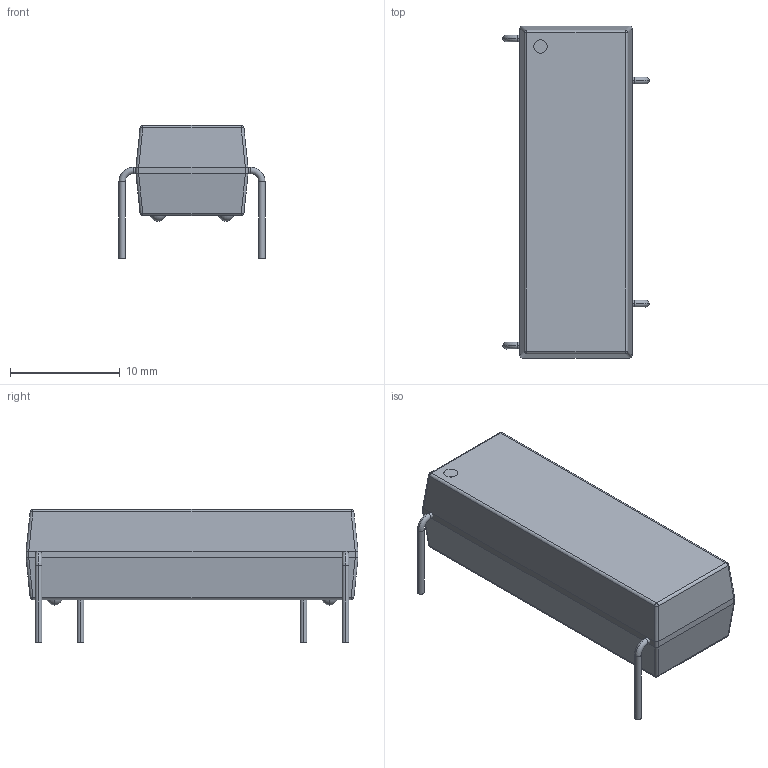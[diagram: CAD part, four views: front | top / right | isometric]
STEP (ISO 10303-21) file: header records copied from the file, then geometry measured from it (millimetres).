
FILE_DESCRIPTION (( 'STEP AP214' ), '1' );
FILE_NAME ('KT24-1A-40L-THT.STEP', '2022-11-29T09:21:16', ( '' ), ( '' ), 'SwSTEP 2.0', 'SolidWorks 2022', '' );
FILE_SCHEMA (( 'AUTOMOTIVE_DESIGN' ));
Length unit declared in the file: millimetre
Products named in the file (1): KT24-1A-40L-THT
Bounding box: 13.3 x 30.2 x 12.1 mm (x, y, z)
Volume: 2414.9 mm3; surface area: 1276.2 mm2
Topology: 9 solids, 9 shells, 89 faces, 182 edges, 104 vertices
Faces by surface type: cylinder 38, plane 27, torus 16, sphere 8
Entity records: 2755 total; most frequent: CARTESIAN_POINT 440, DIRECTION 414, ORIENTED_EDGE 348, EDGE_CURVE 174, AXIS2_PLACEMENT_3D 174, VERTEX_POINT 104, EDGE_LOOP 90, ADVANCED_FACE 89
